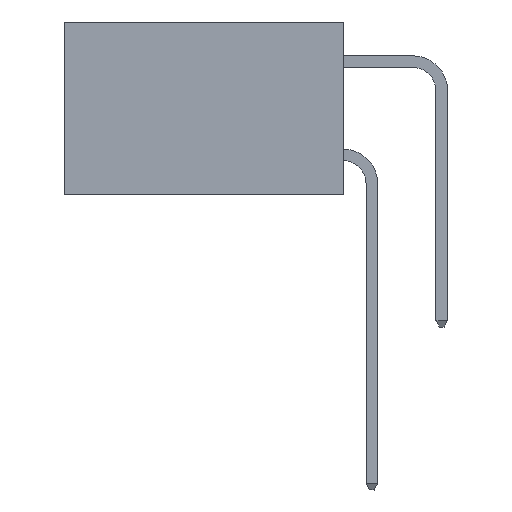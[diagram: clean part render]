
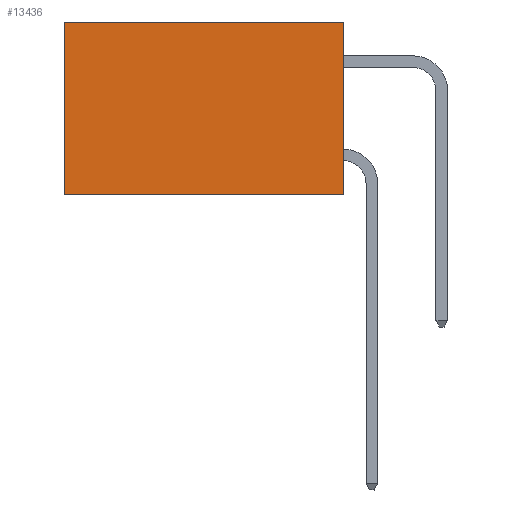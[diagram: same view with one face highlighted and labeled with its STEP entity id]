
A CAD part, left-side view. The second image highlights one B-rep face of the part: STEP entity #13436.
In plain terms, the highlighted planar face has unit normal (-1, 0, 0).
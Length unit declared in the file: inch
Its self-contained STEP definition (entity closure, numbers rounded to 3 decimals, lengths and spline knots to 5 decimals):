
#78 = CARTESIAN_POINT ( 'NONE',  ( 0.298, 0., 0. ) ) ;
#325 = EDGE_CURVE ( 'NONE', #13424, #4962, #15654, .T. ) ;
#1393 = DIRECTION ( 'NONE',  ( 0., 0., -1. ) ) ;
#1480 = FACE_OUTER_BOUND ( 'NONE', #5182, .T. ) ;
#2639 = PLANE ( 'NONE',  #12995 ) ;
#4672 = VECTOR ( 'NONE', #7838, 39.37008 ) ;
#4962 = VERTEX_POINT ( 'NONE', #13441 ) ;
#5182 = EDGE_LOOP ( 'NONE', ( #7257, #8998, #9654, #12666 ) ) ;
#5191 = CARTESIAN_POINT ( 'NONE',  ( 0.298, 0., 0. ) ) ;
#5217 = DIRECTION ( 'NONE',  ( 1., 0., 0. ) ) ;
#5937 = VERTEX_POINT ( 'NONE', #5191 ) ;
#5983 = LINE ( 'NONE', #78, #15025 ) ;
#6573 = VECTOR ( 'NONE', #14777, 39.37008 ) ;
#7257 = ORIENTED_EDGE ( 'NONE', *, *, #15121, .T. ) ;
#7572 = LINE ( 'NONE', #8389, #9541 ) ;
#7838 = DIRECTION ( 'NONE',  ( 0., 1., 0. ) ) ;
#8389 = CARTESIAN_POINT ( 'NONE',  ( 0.298, 0.6, 0. ) ) ;
#8480 = CARTESIAN_POINT ( 'NONE',  ( 0.298, 0.6, 0. ) ) ;
#8892 = LINE ( 'NONE', #15865, #6573 ) ;
#8998 = ORIENTED_EDGE ( 'NONE', *, *, #325, .F. ) ;
#9541 = VECTOR ( 'NONE', #15910, 39.37008 ) ;
#9654 = ORIENTED_EDGE ( 'NONE', *, *, #12159, .F. ) ;
#10082 = VERTEX_POINT ( 'NONE', #8480 ) ;
#10171 = CARTESIAN_POINT ( 'NONE',  ( 0.298, 0., 0. ) ) ;
#10393 = EDGE_CURVE ( 'NONE', #5937, #10082, #8892, .T. ) ;
#11324 = DIRECTION ( 'NONE',  ( 0., 0., -1. ) ) ;
#12159 = EDGE_CURVE ( 'NONE', #5937, #13424, #5983, .T. ) ;
#12666 = ORIENTED_EDGE ( 'NONE', *, *, #10393, .T. ) ;
#12995 = AXIS2_PLACEMENT_3D ( 'NONE', #10171, #5217, #11324 ) ;
#13424 = VERTEX_POINT ( 'NONE', #13812 ) ;
#13436 = ADVANCED_FACE ( 'NONE', ( #1480 ), #2639, .F. ) ;
#13441 = CARTESIAN_POINT ( 'NONE',  ( 0.298, 0.6, -0.37 ) ) ;
#13812 = CARTESIAN_POINT ( 'NONE',  ( 0.298, 0., -0.37 ) ) ;
#14777 = DIRECTION ( 'NONE',  ( 0., 1., 0. ) ) ;
#15025 = VECTOR ( 'NONE', #1393, 39.37008 ) ;
#15121 = EDGE_CURVE ( 'NONE', #10082, #4962, #7572, .T. ) ;
#15245 = CARTESIAN_POINT ( 'NONE',  ( 0.298, 0., -0.37 ) ) ;
#15654 = LINE ( 'NONE', #15245, #4672 ) ;
#15865 = CARTESIAN_POINT ( 'NONE',  ( 0.298, 0., 0. ) ) ;
#15910 = DIRECTION ( 'NONE',  ( 0., 0., -1. ) ) ;
